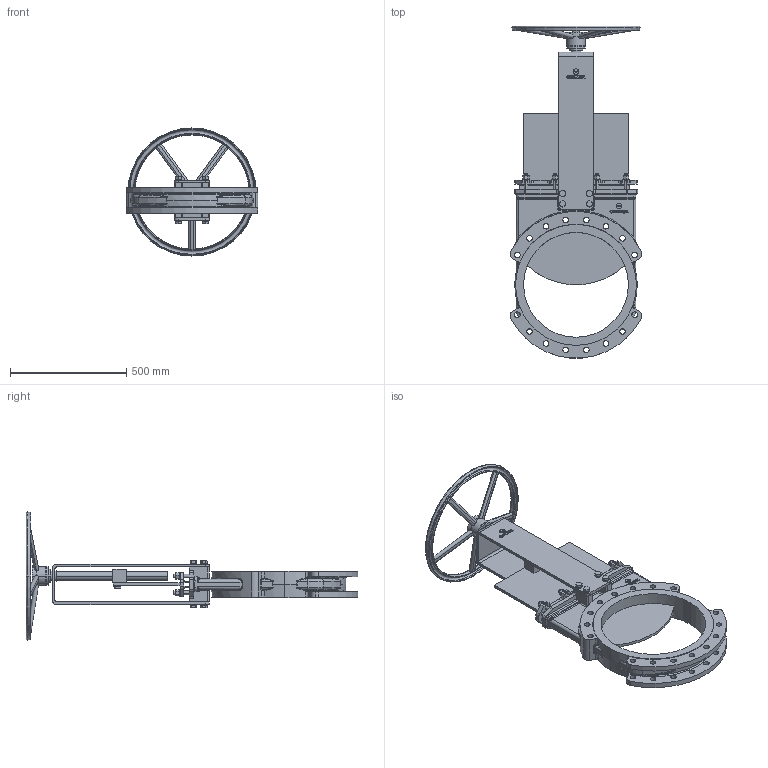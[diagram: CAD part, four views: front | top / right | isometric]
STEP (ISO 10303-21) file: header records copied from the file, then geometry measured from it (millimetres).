
FILE_DESCRIPTION (( 'STEP AP214' ), '1' );
FILE_NAME ('EB DN450_CAST IRON_HANDWHEEL_NRS.STEP', '2012-01-13T09:49:37', ( 'user' ), ( '' ), 'SwSTEP 2.0', 'SolidWorks 2011', '' );
FILE_SCHEMA (( 'AUTOMOTIVE_DESIGN' ));
Length unit declared in the file: millimetre
Products named in the file (1): EB DN450_CAST IRON_HANDWHEEL_NRS
Bounding box: 566.24 x 1424.87 x 550 mm (x, y, z)
Surface area: 2397341.7 mm2 (no closed solid volume)
Topology: 0 solids, 83 shells, 826 faces, 3163 edges, 2338 vertices
Faces by surface type: plane 374, cylinder 284, cone 55, bspline 55, torus 50, sphere 8
Entity records: 47711 total; most frequent: CARTESIAN_POINT 12863, DIRECTION 5238, ORIENTED_EDGE 4788, EDGE_CURVE 3159, VERTEX_POINT 2338, AXIS2_PLACEMENT_3D 1781, VECTOR 1676, LINE 1676
